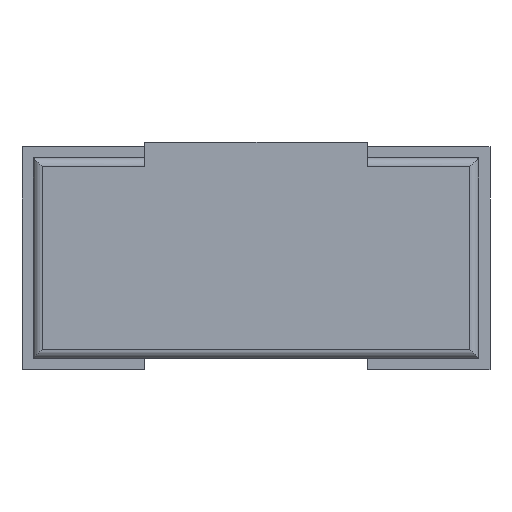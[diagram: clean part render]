
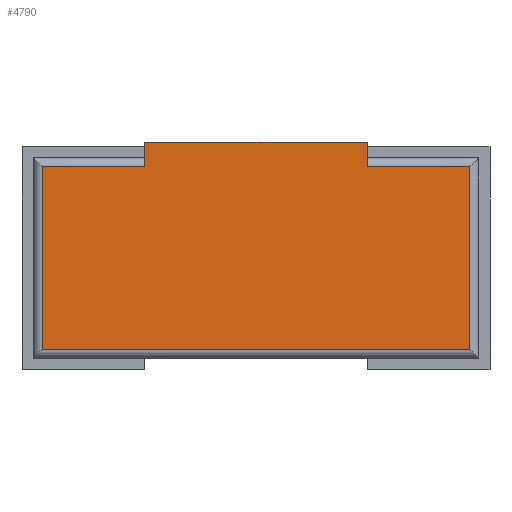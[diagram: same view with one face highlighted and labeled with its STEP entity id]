
A CAD part, left-side view. The second image highlights one B-rep face of the part: STEP entity #4790.
In plain terms, the highlighted planar face has unit normal (-1, 0, 0).
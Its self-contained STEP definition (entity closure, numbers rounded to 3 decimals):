
#454=PLANE('',#4945);
#699=FACE_OUTER_BOUND('',#963,.T.);
#963=EDGE_LOOP('',(#4143,#4144,#4145,#4146,#4147,#4148,#4149,#4150));
#1107=LINE('',#5902,#1543);
#1108=LINE('',#5906,#1544);
#1110=LINE('',#5911,#1546);
#1111=LINE('',#5915,#1547);
#1113=LINE('',#5921,#1549);
#1304=LINE('',#8913,#1740);
#1369=LINE('',#9056,#1805);
#1370=LINE('',#9057,#1806);
#1543=VECTOR('',#5115,10.);
#1544=VECTOR('',#5120,10.);
#1546=VECTOR('',#5126,10.);
#1547=VECTOR('',#5131,10.);
#1549=VECTOR('',#5137,10.);
#1740=VECTOR('',#5384,10.);
#1805=VECTOR('',#5501,10.);
#1806=VECTOR('',#5502,10.);
#1977=VERTEX_POINT('',#5899);
#1978=VERTEX_POINT('',#5901);
#1979=VERTEX_POINT('',#5905);
#1980=VERTEX_POINT('',#5910);
#1981=VERTEX_POINT('',#5914);
#1983=VERTEX_POINT('',#5920);
#2273=VERTEX_POINT('',#8906);
#2276=VERTEX_POINT('',#8911);
#2458=EDGE_CURVE('',#1977,#1978,#1107,.T.);
#2460=EDGE_CURVE('',#1978,#1979,#1108,.T.);
#2463=EDGE_CURVE('',#1979,#1980,#1110,.T.);
#2465=EDGE_CURVE('',#1980,#1981,#1111,.T.);
#2468=EDGE_CURVE('',#1981,#1983,#1113,.T.);
#2908=EDGE_CURVE('',#2276,#2273,#1304,.T.);
#2973=EDGE_CURVE('',#1977,#2273,#1369,.T.);
#2974=EDGE_CURVE('',#2276,#1983,#1370,.T.);
#4143=ORIENTED_EDGE('',*,*,#2973,.T.);
#4144=ORIENTED_EDGE('',*,*,#2908,.F.);
#4145=ORIENTED_EDGE('',*,*,#2974,.T.);
#4146=ORIENTED_EDGE('',*,*,#2468,.F.);
#4147=ORIENTED_EDGE('',*,*,#2465,.F.);
#4148=ORIENTED_EDGE('',*,*,#2463,.F.);
#4149=ORIENTED_EDGE('',*,*,#2460,.F.);
#4150=ORIENTED_EDGE('',*,*,#2458,.F.);
#4790=ADVANCED_FACE('',(#699),#454,.T.);
#4945=AXIS2_PLACEMENT_3D('',#9055,#5499,#5500);
#5115=DIRECTION('',(0.,-1.,0.));
#5120=DIRECTION('',(0.,0.,-1.));
#5126=DIRECTION('',(0.,1.,0.));
#5131=DIRECTION('',(0.,0.,1.));
#5137=DIRECTION('',(0.,-1.,0.));
#5384=DIRECTION('',(0.,-1.,0.));
#5499=DIRECTION('center_axis',(-1.,0.,0.));
#5500=DIRECTION('ref_axis',(0.,-1.,0.));
#5501=DIRECTION('',(0.,0.,1.));
#5502=DIRECTION('',(0.,0.,-1.));
#5899=CARTESIAN_POINT('',(-1.025,-0.25,0.455));
#5901=CARTESIAN_POINT('',(-1.025,-0.48,0.455));
#5902=CARTESIAN_POINT('',(-1.025,0.069,0.455));
#5905=CARTESIAN_POINT('',(-1.025,-0.48,0.045));
#5906=CARTESIAN_POINT('',(-1.025,-0.48,0.125));
#5910=CARTESIAN_POINT('',(-1.025,0.48,0.045));
#5911=CARTESIAN_POINT('',(-1.025,0.263,0.045));
#5914=CARTESIAN_POINT('',(-1.025,0.48,0.455));
#5915=CARTESIAN_POINT('',(-1.025,0.48,0.125));
#5920=CARTESIAN_POINT('',(-1.025,0.25,0.455));
#5921=CARTESIAN_POINT('',(-1.025,0.456,0.455));
#8906=CARTESIAN_POINT('',(-1.025,-0.25,0.51));
#8911=CARTESIAN_POINT('',(-1.025,0.25,0.51));
#8913=CARTESIAN_POINT('',(-1.025,0.525,0.51));
#9055=CARTESIAN_POINT('Origin',(-1.025,0.525,0.));
#9056=CARTESIAN_POINT('',(-1.025,-0.25,0.25));
#9057=CARTESIAN_POINT('',(-1.025,0.25,0.25));
